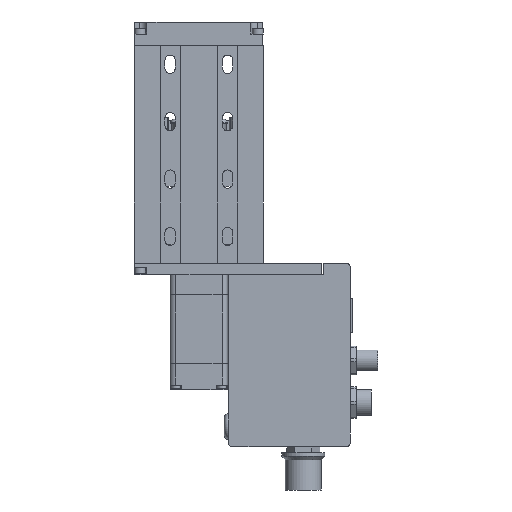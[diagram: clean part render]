
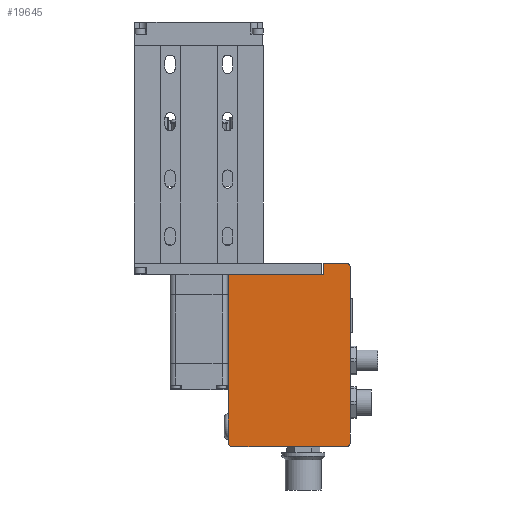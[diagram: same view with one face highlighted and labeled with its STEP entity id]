
A CAD part, front view. The second image highlights one B-rep face of the part: STEP entity #19645.
In plain terms, the highlighted planar face has unit normal (0, -1, 0).
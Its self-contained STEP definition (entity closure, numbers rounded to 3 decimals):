
#315 = ORIENTED_EDGE ( 'NONE', *, *, #8231, .F. ) ;
#413 = CARTESIAN_POINT ( 'NONE',  ( 10.16, -10.17, 0. ) ) ;
#664 = CARTESIAN_POINT ( 'NONE',  ( 11.86, -10.17, -58.3 ) ) ;
#1029 = VERTEX_POINT ( 'NONE', #4733 ) ;
#1154 = VECTOR ( 'NONE', #12031, 1000. ) ;
#1182 = ORIENTED_EDGE ( 'NONE', *, *, #12605, .F. ) ;
#1521 = CIRCLE ( 'NONE', #14885, 1.7 ) ;
#1847 = VERTEX_POINT ( 'NONE', #18480 ) ;
#2092 = DIRECTION ( 'NONE',  ( 0., -1., 0. ) ) ;
#2107 = DIRECTION ( 'NONE',  ( 0., 0., 1. ) ) ;
#2168 = EDGE_CURVE ( 'NONE', #16702, #15824, #12047, .T. ) ;
#2207 = PLANE ( 'NONE',  #9456 ) ;
#2246 = CARTESIAN_POINT ( 'NONE',  ( 43.41, -10.17, 4. ) ) ;
#2543 = EDGE_LOOP ( 'NONE', ( #17307, #4476, #20146, #18342, #20024, #18681, #315, #1182, #12942 ) ) ;
#3675 = CARTESIAN_POINT ( 'NONE',  ( 10.16, -10.17, -58.3 ) ) ;
#3781 = DIRECTION ( 'NONE',  ( 1., 0., 0. ) ) ;
#3810 = DIRECTION ( 'NONE',  ( 0., 0., -1. ) ) ;
#3860 = LINE ( 'NONE', #17948, #9401 ) ;
#4476 = ORIENTED_EDGE ( 'NONE', *, *, #9727, .T. ) ;
#4733 = CARTESIAN_POINT ( 'NONE',  ( 52.81, -10.17, 2.3 ) ) ;
#4976 = DIRECTION ( 'NONE',  ( 0., 0., 1. ) ) ;
#5121 = VERTEX_POINT ( 'NONE', #16205 ) ;
#6702 = LINE ( 'NONE', #11919, #1154 ) ;
#8231 = EDGE_CURVE ( 'NONE', #1847, #5121, #19491, .T. ) ;
#8647 = VERTEX_POINT ( 'NONE', #14879 ) ;
#9009 = DIRECTION ( 'NONE',  ( 0., -1., 0. ) ) ;
#9087 = DIRECTION ( 'NONE',  ( 0., -1., 0. ) ) ;
#9401 = VECTOR ( 'NONE', #2107, 1000. ) ;
#9409 = VERTEX_POINT ( 'NONE', #10728 ) ;
#9456 = AXIS2_PLACEMENT_3D ( 'NONE', #19243, #16292, #4976 ) ;
#9727 = EDGE_CURVE ( 'NONE', #15771, #15824, #1521, .T. ) ;
#9953 = VECTOR ( 'NONE', #12351, 1000. ) ;
#10128 = CARTESIAN_POINT ( 'NONE',  ( 11.86, -10.17, -60. ) ) ;
#10294 = CARTESIAN_POINT ( 'NONE',  ( 51.11, -10.17, -58.3 ) ) ;
#10728 = CARTESIAN_POINT ( 'NONE',  ( 43.41, -10.17, 0. ) ) ;
#10859 = CARTESIAN_POINT ( 'NONE',  ( 10.16, -10.17, 0. ) ) ;
#11376 = EDGE_CURVE ( 'NONE', #16702, #8647, #16826, .T. ) ;
#11720 = EDGE_CURVE ( 'NONE', #15771, #12406, #6702, .T. ) ;
#11919 = CARTESIAN_POINT ( 'NONE',  ( 10.16, -10.17, -60. ) ) ;
#12031 = DIRECTION ( 'NONE',  ( 0., 0., 1. ) ) ;
#12047 = LINE ( 'NONE', #15275, #9953 ) ;
#12351 = DIRECTION ( 'NONE',  ( -1., 0., 0. ) ) ;
#12406 = VERTEX_POINT ( 'NONE', #10859 ) ;
#12605 = EDGE_CURVE ( 'NONE', #9409, #1847, #3860, .T. ) ;
#12942 = ORIENTED_EDGE ( 'NONE', *, *, #19249, .F. ) ;
#13107 = LINE ( 'NONE', #17798, #17270 ) ;
#13465 = EDGE_CURVE ( 'NONE', #1029, #8647, #13107, .T. ) ;
#13786 = CARTESIAN_POINT ( 'NONE',  ( 51.11, -10.17, 2.3 ) ) ;
#14112 = LINE ( 'NONE', #413, #14785 ) ;
#14143 = EDGE_CURVE ( 'NONE', #1029, #5121, #14466, .T. ) ;
#14466 = CIRCLE ( 'NONE', #19672, 1.7 ) ;
#14574 = FACE_OUTER_BOUND ( 'NONE', #2543, .T. ) ;
#14785 = VECTOR ( 'NONE', #16033, 1000. ) ;
#14879 = CARTESIAN_POINT ( 'NONE',  ( 52.81, -10.17, -58.3 ) ) ;
#14885 = AXIS2_PLACEMENT_3D ( 'NONE', #664, #2092, #16495 ) ;
#14935 = VECTOR ( 'NONE', #3781, 1000. ) ;
#15208 = DIRECTION ( 'NONE',  ( 0., 0., 1. ) ) ;
#15275 = CARTESIAN_POINT ( 'NONE',  ( 52.81, -10.17, -60. ) ) ;
#15771 = VERTEX_POINT ( 'NONE', #3675 ) ;
#15824 = VERTEX_POINT ( 'NONE', #10128 ) ;
#16033 = DIRECTION ( 'NONE',  ( 1., 0., 0. ) ) ;
#16205 = CARTESIAN_POINT ( 'NONE',  ( 51.11, -10.17, 4. ) ) ;
#16292 = DIRECTION ( 'NONE',  ( 0., 1., 0. ) ) ;
#16495 = DIRECTION ( 'NONE',  ( 0., 0., 1. ) ) ;
#16702 = VERTEX_POINT ( 'NONE', #19236 ) ;
#16826 = CIRCLE ( 'NONE', #18423, 1.7 ) ;
#17270 = VECTOR ( 'NONE', #3810, 1000. ) ;
#17307 = ORIENTED_EDGE ( 'NONE', *, *, #11720, .F. ) ;
#17798 = CARTESIAN_POINT ( 'NONE',  ( 52.81, -10.17, 4. ) ) ;
#17948 = CARTESIAN_POINT ( 'NONE',  ( 43.41, -10.17, 0. ) ) ;
#18153 = DIRECTION ( 'NONE',  ( 0., 0., 1. ) ) ;
#18342 = ORIENTED_EDGE ( 'NONE', *, *, #11376, .T. ) ;
#18423 = AXIS2_PLACEMENT_3D ( 'NONE', #10294, #9087, #18153 ) ;
#18480 = CARTESIAN_POINT ( 'NONE',  ( 43.41, -10.17, 4. ) ) ;
#18681 = ORIENTED_EDGE ( 'NONE', *, *, #14143, .T. ) ;
#19236 = CARTESIAN_POINT ( 'NONE',  ( 51.11, -10.17, -60. ) ) ;
#19243 = CARTESIAN_POINT ( 'NONE',  ( 0., -10.17, 0. ) ) ;
#19249 = EDGE_CURVE ( 'NONE', #12406, #9409, #14112, .T. ) ;
#19491 = LINE ( 'NONE', #2246, #14935 ) ;
#19645 = ADVANCED_FACE ( 'NONE', ( #14574 ), #2207, .F. ) ;
#19672 = AXIS2_PLACEMENT_3D ( 'NONE', #13786, #9009, #15208 ) ;
#20024 = ORIENTED_EDGE ( 'NONE', *, *, #13465, .F. ) ;
#20146 = ORIENTED_EDGE ( 'NONE', *, *, #2168, .F. ) ;
